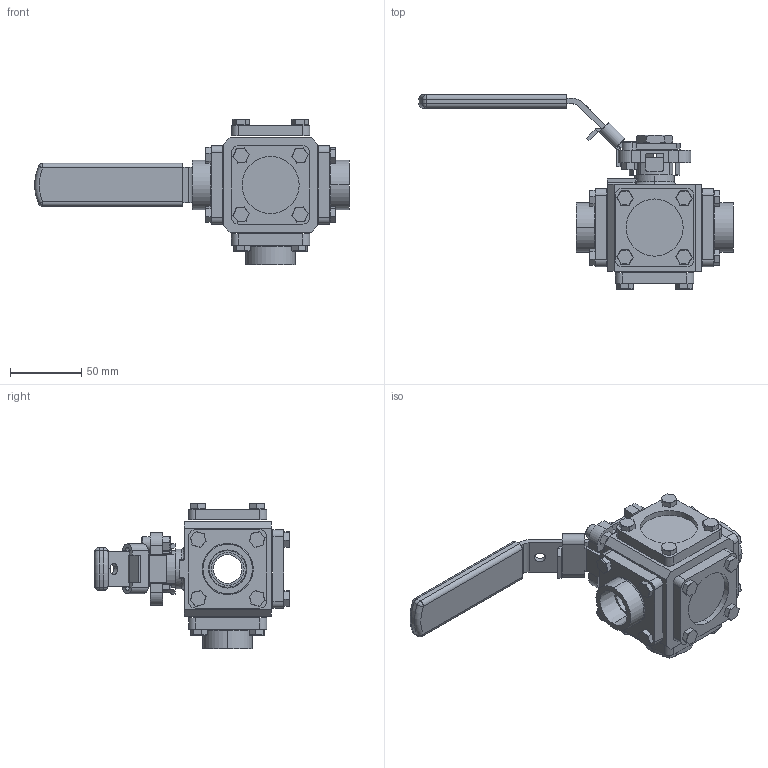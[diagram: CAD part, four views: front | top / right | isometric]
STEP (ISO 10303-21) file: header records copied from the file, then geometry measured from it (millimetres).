
FILE_DESCRIPTION (( 'STEP AP214' ), '1' );
FILE_NAME ('33-TH-0075-XXX.step', '2019-09-30T20:19:16', ( '' ), ( '' ), 'SwSTEP 2.0', 'SolidWorks 2019', '' );
FILE_SCHEMA (( 'AUTOMOTIVE_DESIGN' ));
Length unit declared in the file: inch
Products named in the file (2): 33-TH-0075-XXX
Bounding box: 219.98 x 136.37 x 101.63 mm (x, y, z)
Surface area: 83665.8 mm2 (no closed solid volume)
Topology: 0 solids, 36 shells, 532 faces, 1493 edges, 986 vertices
Faces by surface type: plane 403, cylinder 94, cone 18, torus 11, sphere 4, bspline 2
Entity records: 24067 total; most frequent: CARTESIAN_POINT 3470, DIRECTION 2862, ORIENTED_EDGE 2536, EDGE_CURVE 1487, VECTOR 1078, LINE 1078, VERTEX_POINT 986, AXIS2_PLACEMENT_3D 892
